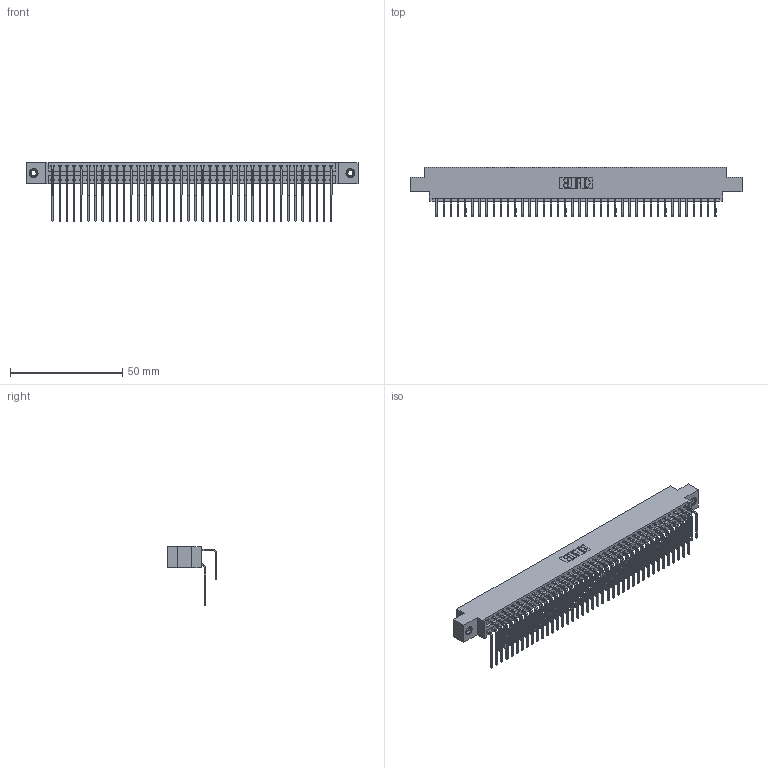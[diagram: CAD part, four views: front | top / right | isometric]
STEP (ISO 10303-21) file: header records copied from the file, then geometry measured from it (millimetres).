
FILE_DESCRIPTION (( 'STEP AP203' ), '1' );
FILE_NAME ('396-080-558-808.STEP', '2018-09-09T21:39:30', ( '' ), ( '' ), 'SwSTEP 2.0', 'SolidWorks 2016', '' );
FILE_SCHEMA (( 'CONFIG_CONTROL_DESIGN' ));
Length unit declared in the file: inch
Products named in the file (5): 345-250-001_345-250-003-102; 396-080-558-808; 346 Part_0.170 Offset - 0.156 Dia-TI; 345-292-001_558 559 Tail - 1; 345-292-001_558 Tail - 2
Assembly tree (83 placements, depth 2):
  396-080-558-808
    346 Part_0.170 Offset - 0.156 Dia-TI
    345-292-001_558 559 Tail - 1  x40
    345-292-001_558 Tail - 2  x40
    345-250-001_345-250-003-102  x2
Bounding box: 147.57 x 22.16 x 26.16 mm (x, y, z)
Volume: 14675.1 mm3; surface area: 22554.1 mm2
Topology: 83 solids, 83 shells, 4506 faces, 13357 edges, 8790 vertices
Faces by surface type: plane 3072, cylinder 1418, cone 12, torus 4
Entity records: 29476 total; most frequent: CARTESIAN_POINT 4898, ORIENTED_EDGE 4774, DIRECTION 4365, EDGE_CURVE 2387, LINE 2035, VECTOR 2035, VERTEX_POINT 1584, AXIS2_PLACEMENT_3D 1165
